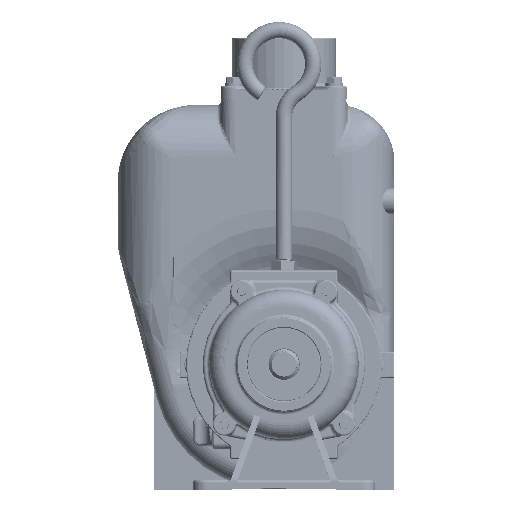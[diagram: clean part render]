
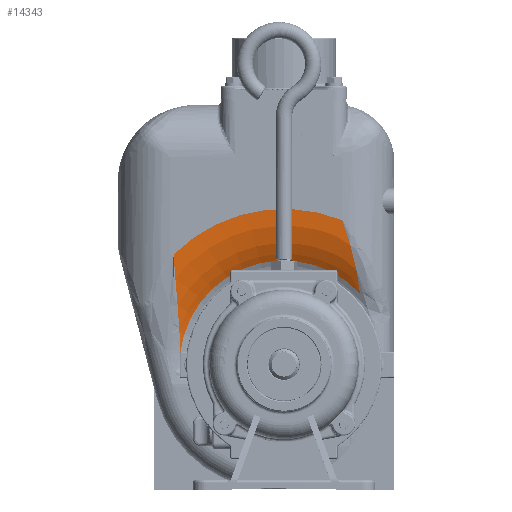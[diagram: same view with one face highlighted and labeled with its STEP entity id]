
A CAD part, top view. The second image highlights one B-rep face of the part: STEP entity #14343.
In plain terms, the highlighted toroidal (fillet/blend) face has major radius 152.4 mm and minor radius 95.25 mm.
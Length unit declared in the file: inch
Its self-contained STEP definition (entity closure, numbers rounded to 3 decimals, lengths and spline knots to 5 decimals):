
#11487=CARTESIAN_POINT('',(2.25,5.56215,1.5));
#11488=VERTEX_POINT('',#11487);
#11489=CARTESIAN_POINT('',(-4.25,4.23527,1.5));
#11490=VERTEX_POINT('',#11489);
#11491=CARTESIAN_POINT('',(0.0,0.0,1.5));
#11492=DIRECTION('',(0.0,0.0,1.0));
#11493=DIRECTION('',(1.0,0.0,0.0));
#11494=AXIS2_PLACEMENT_3D('',#11491,#11492,#11493);
#11495=CIRCLE('',#11494,6.);
#11496=EDGE_CURVE('',#11488,#11490,#11495,.T.);
#14289=CARTESIAN_POINT('',(0.0,0.0,-2.25));
#14290=DIRECTION('',(0.0,0.0,1.0));
#14291=DIRECTION('',(0.0,-1.0,0.0));
#14292=AXIS2_PLACEMENT_3D('',#14289,#14290,#14291);
#14293=TOROIDAL_SURFACE('',#14292,6.,3.75);
#14294=CARTESIAN_POINT('',(2.9251,2.7509,0.93182));
#14295=VERTEX_POINT('',#14294);
#14296=CARTESIAN_POINT('',(-3.98677,0.47889,0.93182));
#14297=VERTEX_POINT('',#14296);
#14298=CARTESIAN_POINT('',(0.0,0.0,0.93182));
#14299=DIRECTION('',(0.0,0.0,1.0));
#14300=DIRECTION('',(-0.362,0.932,0.0));
#14301=AXIS2_PLACEMENT_3D('',#14298,#14299,#14300);
#14302=CIRCLE('',#14301,4.01543);
#14303=EDGE_CURVE('',#14295,#14297,#14302,.T.);
#14304=ORIENTED_EDGE('',*,*,#14303,.F.);
#14305=CARTESIAN_POINT('',(2.25,5.56215,1.5));
#14306=CARTESIAN_POINT('',(2.25028,5.56136,1.5));
#14307=CARTESIAN_POINT('',(2.25055,5.56057,1.5));
#14308=CARTESIAN_POINT('',(2.31888,5.36593,1.49993));
#14309=CARTESIAN_POINT('',(2.4477,4.97864,1.48074));
#14310=CARTESIAN_POINT('',(2.72766,4.01814,1.35018));
#14311=CARTESIAN_POINT('',(2.86898,3.27471,1.13014));
#14312=CARTESIAN_POINT('',(2.9251,2.7509,0.93182));
#14313=B_SPLINE_CURVE_WITH_KNOTS('',3,(#14305,#14306,#14307,#14308,#14309,#14310,#14311,#14312),.UNSPECIFIED.,.F.,.U.,(4,2,1,1,4),(-6.99528,-6.9896,-5.59168,-4.19376,0.0),.UNSPECIFIED.);
#14314=EDGE_CURVE('',#11488,#14295,#14313,.T.);
#14315=ORIENTED_EDGE('',*,*,#14314,.F.);
#14316=ORIENTED_EDGE('',*,*,#11496,.T.);
#14317=CARTESIAN_POINT('',(-3.98808,0.58194,0.94106));
#14318=VERTEX_POINT('',#14317);
#14319=CARTESIAN_POINT('',(-3.98808,0.58194,0.94106));
#14320=CARTESIAN_POINT('',(-3.99125,0.68896,0.95253));
#14321=CARTESIAN_POINT('',(-3.99928,0.90411,0.98129));
#14322=CARTESIAN_POINT('',(-4.01611,1.2326,1.03907));
#14323=CARTESIAN_POINT('',(-4.03731,1.5687,1.10777));
#14324=CARTESIAN_POINT('',(-4.07065,2.02951,1.20821));
#14325=CARTESIAN_POINT('',(-4.11998,2.63107,1.33835));
#14326=CARTESIAN_POINT('',(-4.18539,3.40482,1.46353));
#14327=CARTESIAN_POINT('',(-4.22882,3.95178,1.49983));
#14328=CARTESIAN_POINT('',(-4.24981,4.23269,1.5));
#14329=CARTESIAN_POINT('',(-4.2499,4.23398,1.5));
#14330=CARTESIAN_POINT('',(-4.25,4.23527,1.5));
#14331=B_SPLINE_CURVE_WITH_KNOTS('',3,(#14319,#14320,#14321,#14322,#14323,#14324,#14325,#14326,#14327,#14328,#14329,#14330),.UNSPECIFIED.,.F.,.U.,(4,1,1,1,1,1,1,2,4),(0.0,0.91635,1.83271,2.74906,3.66542,5.49812,7.33083,9.16354,9.17197),.UNSPECIFIED.);
#14332=EDGE_CURVE('',#14318,#11490,#14331,.T.);
#14333=ORIENTED_EDGE('',*,*,#14332,.F.);
#14334=CARTESIAN_POINT('',(-3.98677,0.47889,0.93182));
#14335=CARTESIAN_POINT('',(-3.98663,0.51316,0.93429));
#14336=CARTESIAN_POINT('',(-3.98706,0.54751,0.93737));
#14337=CARTESIAN_POINT('',(-3.98808,0.58194,0.94106));
#14338=B_SPLINE_CURVE_WITH_KNOTS('',3,(#14334,#14335,#14336,#14337),.UNSPECIFIED.,.F.,.U.,(4,4),(0.19346,0.48826),.UNSPECIFIED.);
#14339=EDGE_CURVE('',#14297,#14318,#14338,.T.);
#14340=ORIENTED_EDGE('',*,*,#14339,.F.);
#14341=EDGE_LOOP('',(#14304,#14315,#14316,#14333,#14340));
#14342=FACE_OUTER_BOUND('',#14341,.T.);
#14343=ADVANCED_FACE('',(#14342),#14293,.T.);
